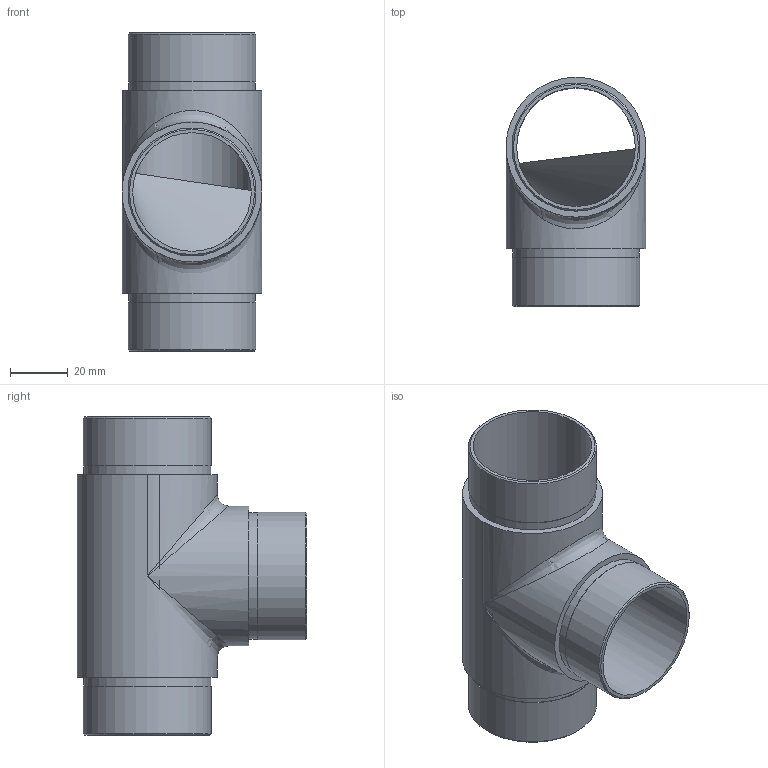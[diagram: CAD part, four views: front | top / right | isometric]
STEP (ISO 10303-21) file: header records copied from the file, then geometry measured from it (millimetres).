
FILE_DESCRIPTION (( 'STEP AP203' ), '1' );
FILE_NAME ('56212-320.step', '2020-03-02T15:34:19', ( '' ), ( '' ), 'SwSTEP 2.0', 'SolidWorks 2015', '' );
FILE_SCHEMA (( 'CONFIG_CONTROL_DESIGN' ));
Length unit declared in the file: millimetre
Products named in the file (2): 56212-320
Bounding box: 48.3 x 79.15 x 110 mm (x, y, z)
Volume: 51928.4 mm3; surface area: 38972 mm2
Topology: 1 solids, 1 shells, 246 faces, 651 edges, 430 vertices
Faces by surface type: bspline 108, plane 103, cylinder 32, cone 3
Full cylindrical faces by diameter (mm): 41 x2, 43.8 x3, 44.2 x3, 48.3 x2
Entity records: 12111 total; most frequent: CARTESIAN_POINT 6696, ORIENTED_EDGE 1254, DIRECTION 762, EDGE_CURVE 627, VERTEX_POINT 425, EDGE_LOOP 292, VECTOR 284, LINE 284
